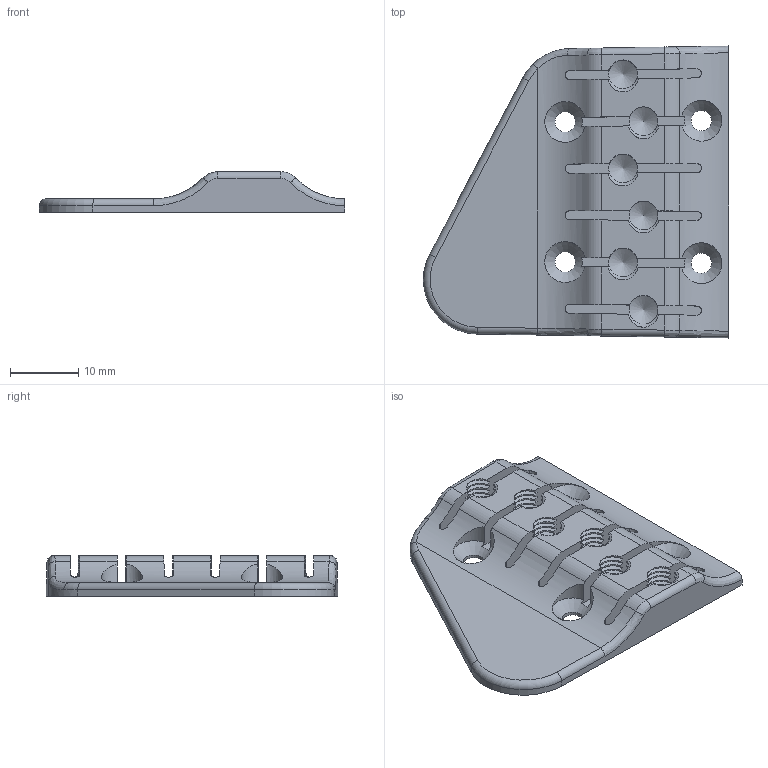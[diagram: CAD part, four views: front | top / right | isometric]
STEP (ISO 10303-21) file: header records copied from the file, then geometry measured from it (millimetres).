
FILE_DESCRIPTION(/* description */ (''),/* implementation_level */ '2;1');
FILE_NAME(/* name */ 'Headpiece v2.step',/* time_stamp */ '2023-08-27T20:59:11+02:00',/* author */ (''),/* organization */ (''),/* preprocessor_version */ 'ST-DEVELOPER v20',/* originating_system */ 'Autodesk Translation Framework v12.9.0.99',/* authorisation */ '');
FILE_SCHEMA (('AUTOMOTIVE_DESIGN { 1 0 10303 214 3 1 1 }'));
Length unit declared in the file: millimetre
Products named in the file (1): Headpiece
Bounding box: 44.83 x 42.88 x 6 mm (x, y, z)
Volume: 4911.1 mm3; surface area: 4897 mm2
Topology: 1 solids, 1 shells, 402 faces, 1200 edges, 790 vertices
Faces by surface type: cylinder 182, bspline 165, plane 43, cone 10, torus 2
Full cylindrical faces by diameter (mm): 3 x4
Entity records: 21212 total; most frequent: CARTESIAN_POINT 12032, ORIENTED_EDGE 2388, EDGE_CURVE 1194, DIRECTION 1176, VERTEX_POINT 790, B_SPLINE_CURVE_WITH_KNOTS 634, EDGE_LOOP 406, LINE 404
